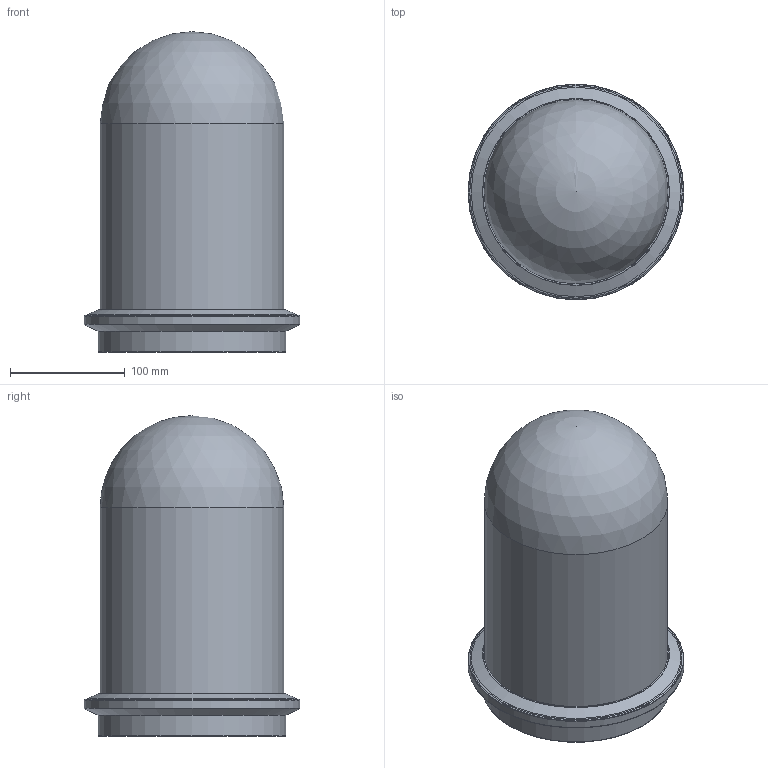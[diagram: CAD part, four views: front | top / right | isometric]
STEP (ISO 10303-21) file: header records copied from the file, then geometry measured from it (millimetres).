
FILE_DESCRIPTION(/* description */ ('This is a sample STEP configuration'),/* implementation_level */ '2;1');
FILE_NAME(/* name */ '737-5002xxxx SIMPLE.ipt_Rev_00.1.stp',/* time_stamp */ '2023-04-28T10:09:07+02:00',/* author */ ('powerJobs'),/* organization */ ('coolOrange'),/* preprocessor_version */ 'ST-DEVELOPER v19.2',/* originating_system */ 'Autodesk Inventor 2023',/* authorisation */ '');
FILE_SCHEMA (('AUTOMOTIVE_DESIGN { 1 0 10303 214 3 1 1 }'));
Length unit declared in the file: millimetre
Products named in the file (1): ENG000025805
Bounding box: 188.06 x 188.06 x 279.25 mm (x, y, z)
Volume: 5196044.3 mm3; surface area: 171962.4 mm2
Topology: 1 solids, 1 shells, 16 faces, 41 edges, 27 vertices
Faces by surface type: cone 6, torus 6, plane 2, cylinder 1, sphere 1
Full cylindrical faces by diameter (mm): 160 x1
Entity records: 548 total; most frequent: DIRECTION 107, CARTESIAN_POINT 84, ORIENTED_EDGE 80, AXIS2_PLACEMENT_3D 50, EDGE_CURVE 40, CIRCLE 33, VERTEX_POINT 27, EDGE_LOOP 17
